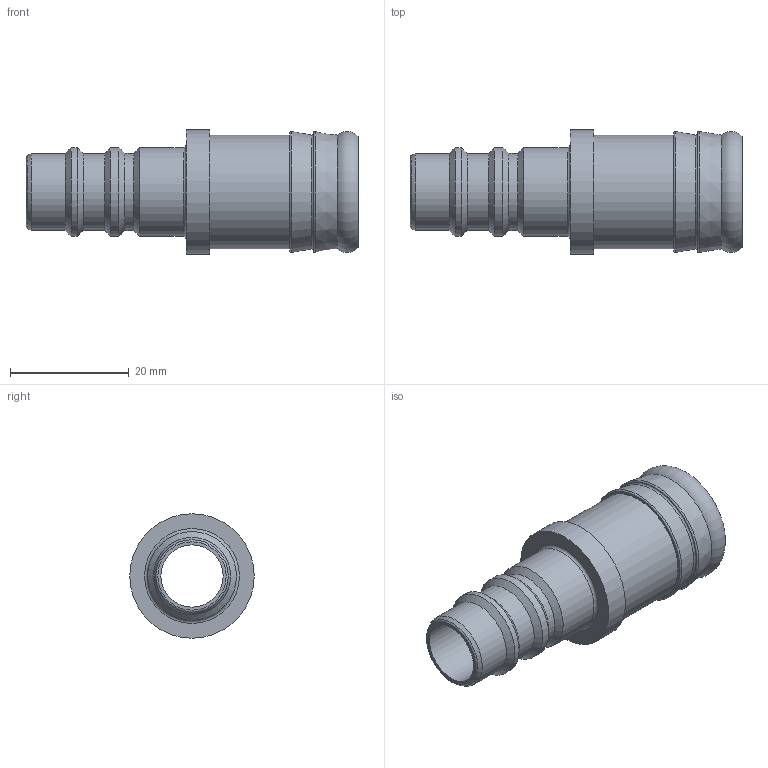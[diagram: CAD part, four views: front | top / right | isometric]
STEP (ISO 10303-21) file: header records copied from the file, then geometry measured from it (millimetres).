
FILE_DESCRIPTION((''),'2;1');
FILE_NAME('28sstf19sxn.stp','2012-02-27T09:37:28',('IA176480'),(''),'Autodesk Inventor 2011','Autodesk Inventor 2011','');
FILE_SCHEMA(('AUTOMOTIVE_DESIGN { 1 0 10303 214 1 1 1 1 }'));
Length unit declared in the file: millimetre
Products named in the file (1): D103042
Bounding box: 56 x 21 x 21 mm (x, y, z)
Volume: 5098.2 mm3; surface area: 5841.1 mm2
Topology: 1 solids, 1 shells, 31 faces, 56 edges, 31 vertices
Faces by surface type: cylinder 10, cone 9, torus 6, plane 6
Full cylindrical faces by diameter (mm): 10.5 x1, 13 x3, 15 x3, 16 x1, 19.1 x1, 21 x1
Entity records: 654 total; most frequent: DIRECTION 126, CARTESIAN_POINT 94, AXIS2_PLACEMENT_3D 63, ORIENTED_EDGE 62, EDGE_LOOP 62, VERTEX_POINT 31, CIRCLE 31, EDGE_CURVE 31
